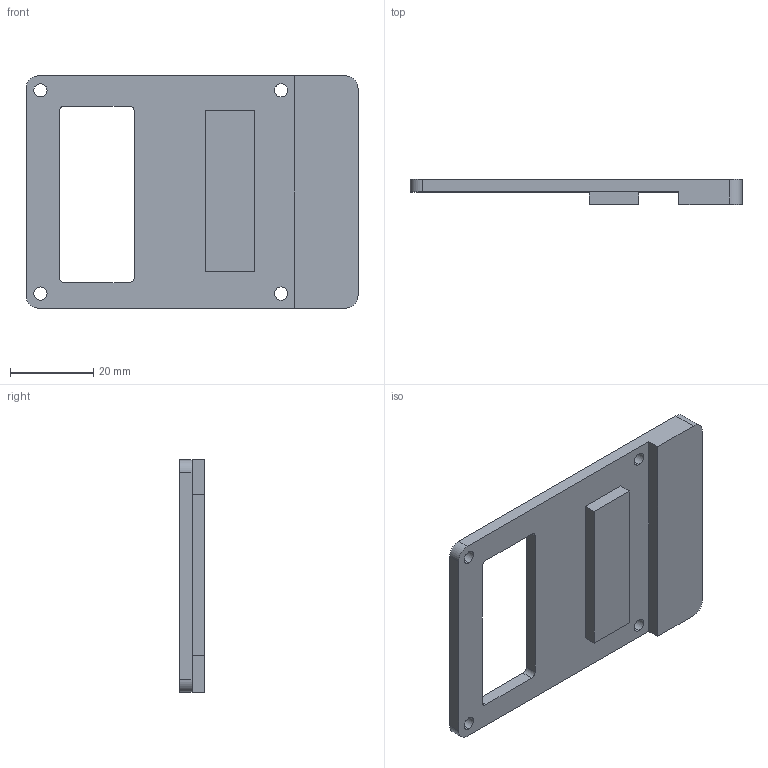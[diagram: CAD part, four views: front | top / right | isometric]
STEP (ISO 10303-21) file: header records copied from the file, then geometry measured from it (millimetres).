
FILE_DESCRIPTION (( 'STEP AP203' ), '1' );
FILE_NAME ('CNC散热盖板_只有散热.STEP', '2024-06-30T09:35:59', ( '' ), ( '' ), 'SwSTEP 2.0', 'SolidWorks 2023', '' );
FILE_SCHEMA (( 'CONFIG_CONTROL_DESIGN' ));
Length unit declared in the file: millimetre
Products named in the file (1): CNC散热盖板_只有散热
Bounding box: 80 x 6 x 55.98 mm (x, y, z)
Volume: 14965.9 mm3; surface area: 9349.7 mm2
Topology: 1 solids, 1 shells, 33 faces, 90 edges, 60 vertices
Faces by surface type: plane 17, cylinder 16
Entity records: 1153 total; most frequent: DIRECTION 190, CARTESIAN_POINT 184, ORIENTED_EDGE 180, EDGE_CURVE 90, AXIS2_PLACEMENT_3D 66, VERTEX_POINT 60, LINE 58, VECTOR 58
